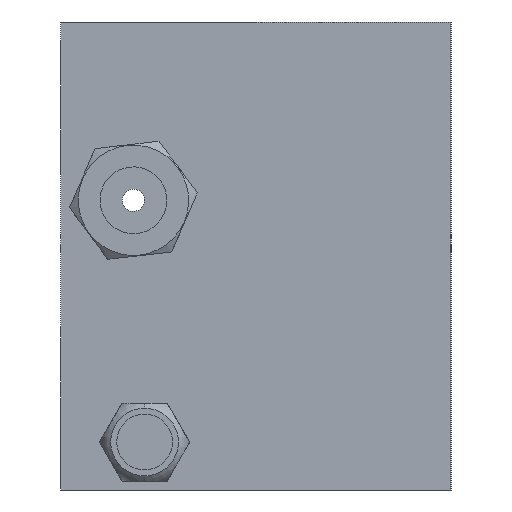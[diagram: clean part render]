
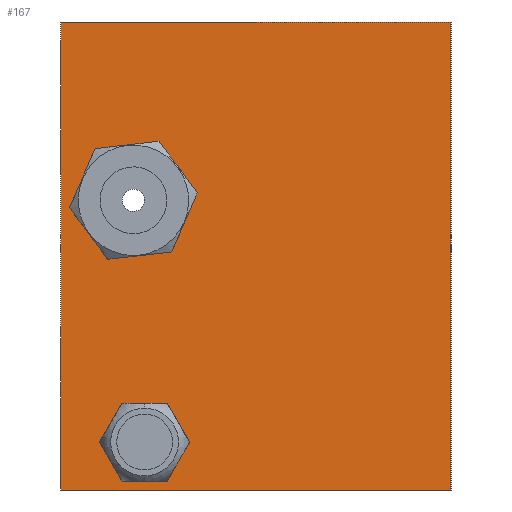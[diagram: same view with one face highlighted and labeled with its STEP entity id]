
A CAD part, left-side view. The second image highlights one B-rep face of the part: STEP entity #167.
In plain terms, the highlighted planar face has unit normal (-1, 0, 0).
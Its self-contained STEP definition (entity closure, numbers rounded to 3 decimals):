
#167 = ADVANCED_FACE ( 'NONE', ( #5649, #5634, #5596 ), #1683, .F. ) ;
#255 = LINE ( 'NONE', #2851, #598 ) ;
#351 = LINE ( 'NONE', #2788, #488 ) ;
#366 = VECTOR ( 'NONE', #2789, 1000. ) ;
#404 = CIRCLE ( 'NONE', #2532, 2.625 ) ;
#479 = LINE ( 'NONE', #2797, #366 ) ;
#488 = VECTOR ( 'NONE', #2841, 1000. ) ;
#545 = LINE ( 'NONE', #1819, #550 ) ;
#550 = VECTOR ( 'NONE', #1801, 1000. ) ;
#572 = CIRCLE ( 'NONE', #2355, 2.625 ) ;
#596 = CIRCLE ( 'NONE', #2366, 2.625 ) ;
#598 = VECTOR ( 'NONE', #2784, 1000. ) ;
#772 = DIRECTION ( 'NONE',  ( -1., 0., 0. ) ) ;
#858 = DIRECTION ( 'NONE',  ( 0., 0., 1. ) ) ;
#861 = CARTESIAN_POINT ( 'NONE',  ( -31.259, 26.351, 5. ) ) ;
#886 = DIRECTION ( 'NONE',  ( 0., 0., 1. ) ) ;
#889 = DIRECTION ( 'NONE',  ( -1., 0., 0. ) ) ;
#890 = CARTESIAN_POINT ( 'NONE',  ( -31.259, 25.351, -16.7 ) ) ;
#1014 = ORIENTED_EDGE ( 'NONE', *, *, #5469, .F. ) ;
#1060 = ORIENTED_EDGE ( 'NONE', *, *, #5479, .F. ) ;
#1194 = ORIENTED_EDGE ( 'NONE', *, *, #5057, .F. ) ;
#1276 = ORIENTED_EDGE ( 'NONE', *, *, #5310, .T. ) ;
#1563 = CARTESIAN_POINT ( 'NONE',  ( -31.259, -2.149, 21. ) ) ;
#1575 = DIRECTION ( 'NONE',  ( 1., 0., 0. ) ) ;
#1613 = DIRECTION ( 'NONE',  ( 0., 0., -1. ) ) ;
#1683 = PLANE ( 'NONE',  #3101 ) ;
#1801 = DIRECTION ( 'NONE',  ( 0., 0., -1. ) ) ;
#1819 = CARTESIAN_POINT ( 'NONE',  ( -31.259, -2.149, 21. ) ) ;
#1907 = DIRECTION ( 'NONE',  ( 0., 0., 1. ) ) ;
#1912 = CARTESIAN_POINT ( 'NONE',  ( -31.259, -2.149, -21. ) ) ;
#2012 = CARTESIAN_POINT ( 'NONE',  ( -31.259, -2.149, 21. ) ) ;
#2018 = CARTESIAN_POINT ( 'NONE',  ( -31.259, 25.351, -19.325 ) ) ;
#2025 = CARTESIAN_POINT ( 'NONE',  ( -31.259, 32.851, 21. ) ) ;
#2063 = CARTESIAN_POINT ( 'NONE',  ( -31.259, 25.351, -16.7 ) ) ;
#2092 = DIRECTION ( 'NONE',  ( -1., 0., 0. ) ) ;
#2199 = CARTESIAN_POINT ( 'NONE',  ( -31.259, 26.351, 2.375 ) ) ;
#2222 = CARTESIAN_POINT ( 'NONE',  ( -31.259, 26.351, 7.625 ) ) ;
#2281 = CARTESIAN_POINT ( 'NONE',  ( -31.259, 25.351, -14.075 ) ) ;
#2306 = CARTESIAN_POINT ( 'NONE',  ( -31.259, 32.851, -21. ) ) ;
#2355 = AXIS2_PLACEMENT_3D ( 'NONE', #861, #772, #858 ) ;
#2366 = AXIS2_PLACEMENT_3D ( 'NONE', #890, #889, #886 ) ;
#2532 = AXIS2_PLACEMENT_3D ( 'NONE', #5968, #5967, #5966 ) ;
#2667 = AXIS2_PLACEMENT_3D ( 'NONE', #2063, #2092, #1907 ) ;
#2784 = DIRECTION ( 'NONE',  ( 0., -1., 0. ) ) ;
#2788 = CARTESIAN_POINT ( 'NONE',  ( -31.259, -2.149, -21. ) ) ;
#2789 = DIRECTION ( 'NONE',  ( 0., 0., -1. ) ) ;
#2797 = CARTESIAN_POINT ( 'NONE',  ( -31.259, 32.851, 21. ) ) ;
#2841 = DIRECTION ( 'NONE',  ( 0., -1., 0. ) ) ;
#2851 = CARTESIAN_POINT ( 'NONE',  ( -31.259, -2.149, 21. ) ) ;
#3101 = AXIS2_PLACEMENT_3D ( 'NONE', #1563, #1575, #1613 ) ;
#4288 = ORIENTED_EDGE ( 'NONE', *, *, #5304, .F. ) ;
#4398 = VERTEX_POINT ( 'NONE', #1912 ) ;
#4424 = ORIENTED_EDGE ( 'NONE', *, *, #5133, .F. ) ;
#4478 = VERTEX_POINT ( 'NONE', #2306 ) ;
#4479 = VERTEX_POINT ( 'NONE', #2025 ) ;
#4530 = ORIENTED_EDGE ( 'NONE', *, *, #5371, .F. ) ;
#4668 = EDGE_LOOP ( 'NONE', ( #1194, #1014 ) ) ;
#4682 = VERTEX_POINT ( 'NONE', #2012 ) ;
#4751 = EDGE_LOOP ( 'NONE', ( #1276, #4424, #4288, #4949 ) ) ;
#4791 = VERTEX_POINT ( 'NONE', #2018 ) ;
#4807 = EDGE_LOOP ( 'NONE', ( #4530, #1060 ) ) ;
#4878 = VERTEX_POINT ( 'NONE', #2281 ) ;
#4886 = VERTEX_POINT ( 'NONE', #2222 ) ;
#4945 = VERTEX_POINT ( 'NONE', #2199 ) ;
#4949 = ORIENTED_EDGE ( 'NONE', *, *, #5305, .T. ) ;
#5057 = EDGE_CURVE ( 'NONE', #4878, #4791, #5722, .T. ) ;
#5133 = EDGE_CURVE ( 'NONE', #4682, #4398, #545, .T. ) ;
#5304 = EDGE_CURVE ( 'NONE', #4479, #4682, #255, .T. ) ;
#5305 = EDGE_CURVE ( 'NONE', #4479, #4478, #479, .T. ) ;
#5310 = EDGE_CURVE ( 'NONE', #4478, #4398, #351, .T. ) ;
#5371 = EDGE_CURVE ( 'NONE', #4886, #4945, #404, .T. ) ;
#5469 = EDGE_CURVE ( 'NONE', #4791, #4878, #596, .T. ) ;
#5479 = EDGE_CURVE ( 'NONE', #4945, #4886, #572, .T. ) ;
#5596 = FACE_OUTER_BOUND ( 'NONE', #4751, .T. ) ;
#5634 = FACE_BOUND ( 'NONE', #4807, .T. ) ;
#5649 = FACE_BOUND ( 'NONE', #4668, .T. ) ;
#5722 = CIRCLE ( 'NONE', #2667, 2.625 ) ;
#5966 = DIRECTION ( 'NONE',  ( 0., 0., 1. ) ) ;
#5967 = DIRECTION ( 'NONE',  ( -1., 0., 0. ) ) ;
#5968 = CARTESIAN_POINT ( 'NONE',  ( -31.259, 26.351, 5. ) ) ;
